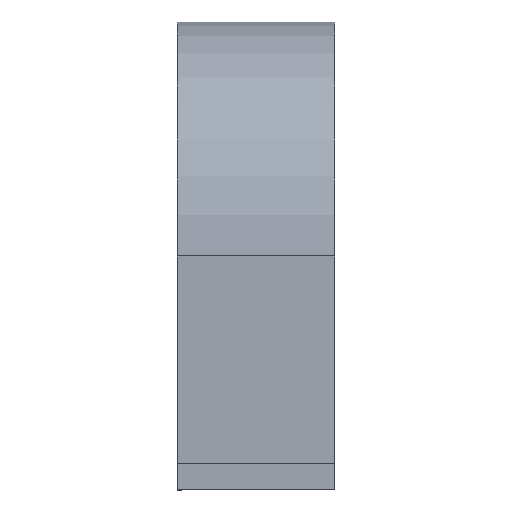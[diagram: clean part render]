
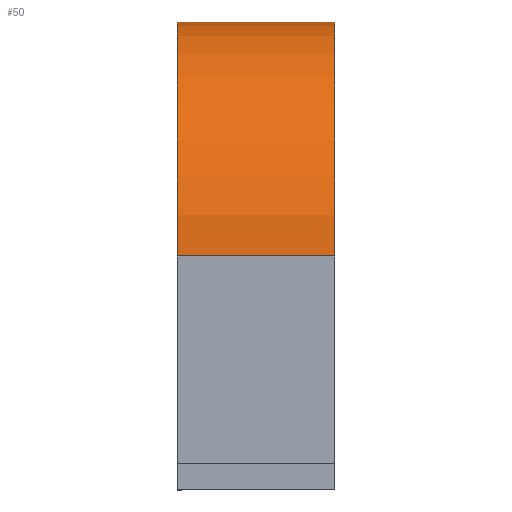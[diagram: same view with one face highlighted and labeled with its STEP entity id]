
A CAD part, left-side view. The second image highlights one B-rep face of the part: STEP entity #50.
In plain terms, the highlighted cylindrical face has radius 44.5 mm (diameter 89 mm), a partial arc.
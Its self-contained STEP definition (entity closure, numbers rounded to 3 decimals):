
#50=ADVANCED_FACE('',(#78),#525,.T.);
#78=FACE_OUTER_BOUND('',#108,.T.);
#108=EDGE_LOOP('',(#227,#228,#229,#230));
#227=ORIENTED_EDGE('',*,*,#340,.T.);
#228=ORIENTED_EDGE('',*,*,#337,.T.);
#229=ORIENTED_EDGE('',*,*,#341,.T.);
#230=ORIENTED_EDGE('',*,*,#338,.F.);
#337=EDGE_CURVE('',#486,#487,#394,.T.);
#338=EDGE_CURVE('',#490,#491,#395,.T.);
#340=EDGE_CURVE('',#490,#486,#368,.T.);
#341=EDGE_CURVE('',#487,#491,#369,.T.);
#368=TRIMMED_CURVE($,#445,(#2936),(#2937),.T.,.CARTESIAN.);
#369=TRIMMED_CURVE($,#446,(#2939),(#2940),.T.,.CARTESIAN.);
#394=B_SPLINE_CURVE_WITH_KNOTS('',1,(#2929,#2930),.UNSPECIFIED.,.F.,.F.,
(2,2),(0.,30.),.UNSPECIFIED.);
#395=B_SPLINE_CURVE_WITH_KNOTS('',1,(#2931,#2932),.UNSPECIFIED.,.F.,.F.,
(2,2),(0.,30.),.UNSPECIFIED.);
#445=CIRCLE('',#660,44.5);
#446=CIRCLE('',#661,44.5);
#486=VERTEX_POINT('',#2018);
#487=VERTEX_POINT('',#2019);
#490=VERTEX_POINT('',#2022);
#491=VERTEX_POINT('',#2023);
#525=CYLINDRICAL_SURFACE('',#633,44.5);
#633=AXIS2_PLACEMENT_3D('',#1973,#684,$);
#660=AXIS2_PLACEMENT_3D($,#2935,#732,#733);
#661=AXIS2_PLACEMENT_3D($,#2938,#734,#735);
#684=DIRECTION('',(0.,1.,0.));
#732=DIRECTION('',(0.,1.,0.));
#733=DIRECTION('',(-1.,0.,0.));
#734=DIRECTION('',(0.,-1.,0.));
#735=DIRECTION('',(1.,0.,0.));
#1973=CARTESIAN_POINT('',(83.,25.,63.));
#2018=CARTESIAN_POINT('',(127.5,10.,63.));
#2019=CARTESIAN_POINT('',(127.5,40.,63.));
#2022=CARTESIAN_POINT('',(38.5,10.,63.));
#2023=CARTESIAN_POINT('',(38.5,40.,63.));
#2929=CARTESIAN_POINT('',(127.5,10.,63.));
#2930=CARTESIAN_POINT('',(127.5,40.,63.));
#2931=CARTESIAN_POINT('',(38.5,10.,63.));
#2932=CARTESIAN_POINT('',(38.5,40.,63.));
#2935=CARTESIAN_POINT('',(83.,10.,63.));
#2936=CARTESIAN_POINT('',(38.5,10.,63.));
#2937=CARTESIAN_POINT('',(127.5,10.,63.));
#2938=CARTESIAN_POINT('',(83.,40.,63.));
#2939=CARTESIAN_POINT('',(127.5,40.,63.));
#2940=CARTESIAN_POINT('',(38.5,40.,63.));
